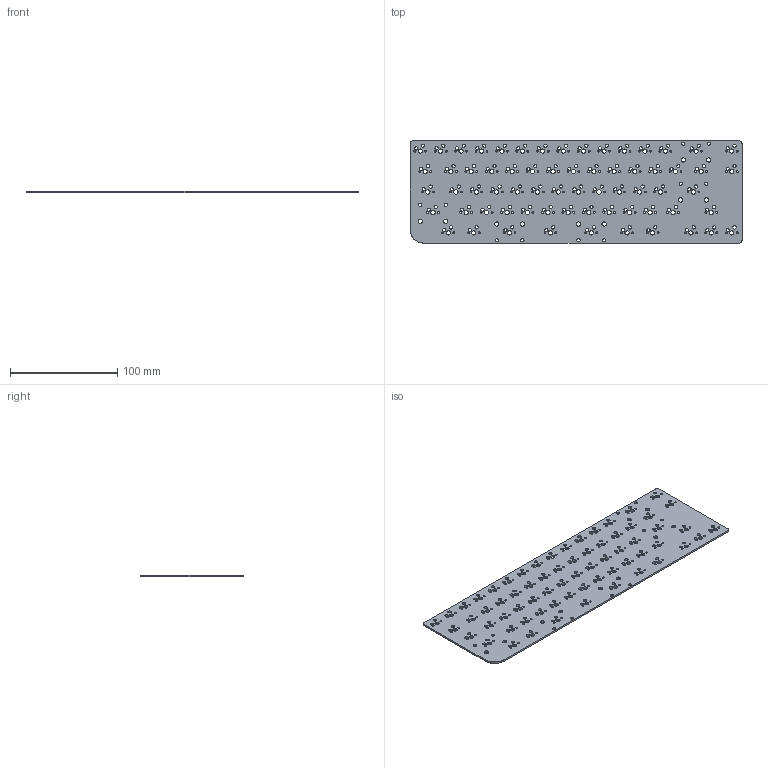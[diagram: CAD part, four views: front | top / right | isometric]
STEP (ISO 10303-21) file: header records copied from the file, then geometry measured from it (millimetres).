
FILE_DESCRIPTION(('KiCad electronic assembly'),'2;1');
FILE_NAME('main_keyboard.step','2024-02-03T11:29:39',('Pcbnew'),('Kicad' ),'Open CASCADE STEP processor 7.7','KiCad to STEP converter', 'Unknown');
FILE_SCHEMA(('AUTOMOTIVE_DESIGN { 1 0 10303 214 1 1 1 1 }'));
Length unit declared in the file: millimetre
Products named in the file (2): main_keyboard 1; main_keyboard PCB
Assembly tree (1 placements, depth 2):
  main_keyboard 1
    main_keyboard PCB
Bounding box: 309.56 x 95.25 x 1.6 mm (x, y, z)
Volume: 43420.4 mm3; surface area: 60423.3 mm2
Topology: 1 solids, 1 shells, 428 faces, 1278 edges, 852 vertices
Faces by surface type: cylinder 358, plane 70
Full cylindrical faces by diameter (mm): 1.75 x132, 3.048 x8, 3.05 x132, 3.988 x8, 4 x66
Entity records: 34991 total; most frequent: CARTESIAN_POINT 9428, DIRECTION 4678, ORIENTED_EDGE 2556, PCURVE 2556, DEFINITIONAL_REPRESENTATION 2556, LINE 2386, VECTOR 2386, EDGE_CURVE 1278
